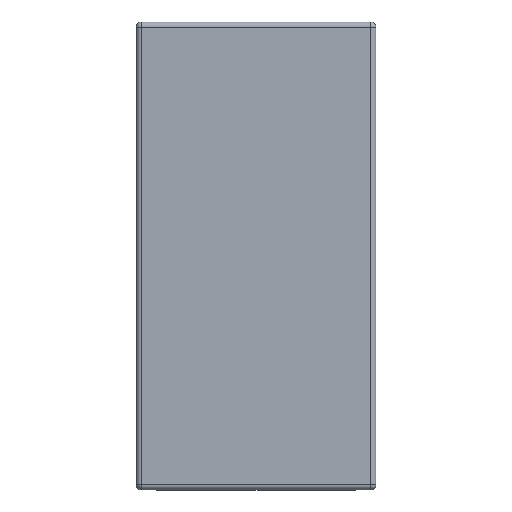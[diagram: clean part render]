
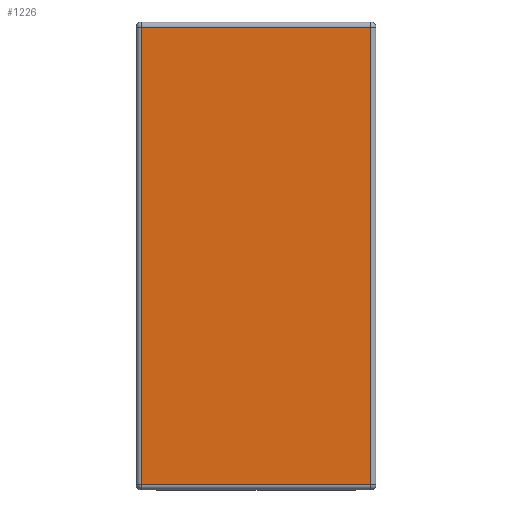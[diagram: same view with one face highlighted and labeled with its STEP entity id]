
A CAD part, top view. The second image highlights one B-rep face of the part: STEP entity #1226.
In plain terms, the highlighted planar face has unit normal (0, 0, 1).
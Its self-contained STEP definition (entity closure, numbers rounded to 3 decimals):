
#40=PLANE('',#1367);
#102=FACE_OUTER_BOUND('',#185,.T.);
#185=EDGE_LOOP('',(#982,#983,#984,#985));
#337=LINE('',#2137,#440);
#340=LINE('',#2149,#443);
#343=LINE('',#2153,#446);
#349=LINE('',#2162,#452);
#440=VECTOR('',#1637,10.);
#443=VECTOR('',#1652,10.);
#446=VECTOR('',#1657,10.);
#452=VECTOR('',#1669,10.);
#572=VERTEX_POINT('',#2118);
#573=VERTEX_POINT('',#2122);
#576=VERTEX_POINT('',#2129);
#581=VERTEX_POINT('',#2145);
#710=EDGE_CURVE('',#576,#572,#337,.T.);
#716=EDGE_CURVE('',#573,#581,#340,.T.);
#719=EDGE_CURVE('',#581,#576,#343,.T.);
#725=EDGE_CURVE('',#572,#573,#349,.T.);
#982=ORIENTED_EDGE('',*,*,#716,.F.);
#983=ORIENTED_EDGE('',*,*,#725,.F.);
#984=ORIENTED_EDGE('',*,*,#710,.F.);
#985=ORIENTED_EDGE('',*,*,#719,.F.);
#1226=ADVANCED_FACE('',(#102),#40,.T.);
#1367=AXIS2_PLACEMENT_3D('',#2168,#1678,#1679);
#1637=DIRECTION('',(0.,1.,0.));
#1652=DIRECTION('',(0.,-1.,0.));
#1657=DIRECTION('',(-1.,0.,0.));
#1669=DIRECTION('',(1.,0.,0.));
#1678=DIRECTION('center_axis',(0.,0.,1.));
#1679=DIRECTION('ref_axis',(-1.,0.,0.));
#2118=CARTESIAN_POINT('',(-11.85,44.,41.4));
#2122=CARTESIAN_POINT('',(32.279,44.,41.4));
#2129=CARTESIAN_POINT('',(-11.85,-44.,41.4));
#2137=CARTESIAN_POINT('',(-11.85,0.,41.4));
#2145=CARTESIAN_POINT('',(32.279,-44.,41.4));
#2149=CARTESIAN_POINT('',(32.279,0.,41.4));
#2153=CARTESIAN_POINT('',(21.747,-44.,41.4));
#2162=CARTESIAN_POINT('',(21.747,44.,41.4));
#2168=CARTESIAN_POINT('Origin',(33.279,0.,41.4));
